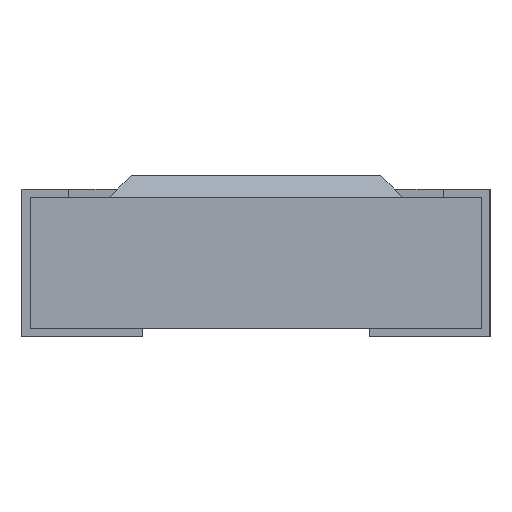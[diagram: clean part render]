
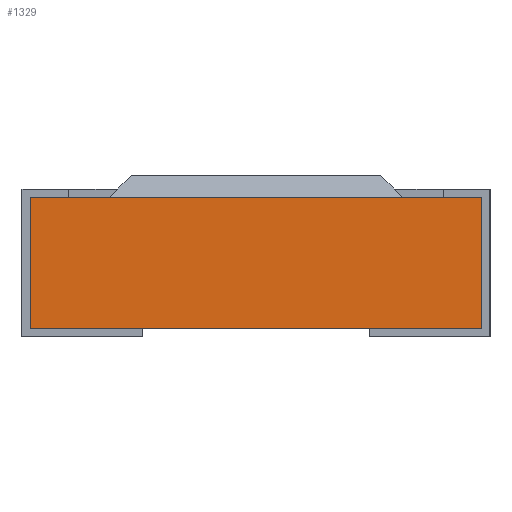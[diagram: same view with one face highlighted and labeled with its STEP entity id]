
A CAD part, left-side view. The second image highlights one B-rep face of the part: STEP entity #1329.
In plain terms, the highlighted planar face has unit normal (-1, 0, 0).
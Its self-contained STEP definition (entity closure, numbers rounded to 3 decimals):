
#1329=ADVANCED_FACE('',(#3557),#3559,.T.);
#3557=FACE_BOUND('',#3558,.T.);
#3558=EDGE_LOOP('',(#5303,#5304,#5305,#5306));
#3559=PLANE('',#3560);
#3560=AXIS2_PLACEMENT_3D('',#3561,#3562,#3563);
#3561=CARTESIAN_POINT('',(-0.2,0.005,0.03));
#3562=DIRECTION('',(-1.,0.,0.));
#3563=DIRECTION('',(0.,0.,1.));
#5303=ORIENTED_EDGE('',*,*,#6400,.T.);
#5304=ORIENTED_EDGE('',*,*,#6309,.T.);
#5305=ORIENTED_EDGE('',*,*,#6401,.F.);
#5306=ORIENTED_EDGE('',*,*,#6153,.F.);
#6153=EDGE_CURVE('',#6974,#6976,#6977,.T.);
#6309=EDGE_CURVE('',#7288,#7286,#7289,.T.);
#6400=EDGE_CURVE('',#6974,#7288,#7388,.T.);
#6401=EDGE_CURVE('',#6976,#7286,#7389,.T.);
#6974=VERTEX_POINT('',#8519);
#6976=VERTEX_POINT('',#8523);
#6977=LINE('',#8524,#8525);
#7286=VERTEX_POINT('',#9193);
#7288=VERTEX_POINT('',#9197);
#7289=LINE('',#9198,#9199);
#7388=LINE('',#9482,#9483);
#7389=LINE('',#9485,#9486);
#8519=CARTESIAN_POINT('',(-0.2,0.005,0.03));
#8523=CARTESIAN_POINT('',(-0.2,1.695,0.03));
#8524=CARTESIAN_POINT('',(-0.2,0.005,0.03));
#8525=VECTOR('',#8526,1.);
#8526=DIRECTION('',(0.,1.,0.));
#9193=CARTESIAN_POINT('',(-0.2,1.695,0.52));
#9197=CARTESIAN_POINT('',(-0.2,0.005,0.52));
#9198=CARTESIAN_POINT('',(-0.2,0.005,0.52));
#9199=VECTOR('',#9200,1.);
#9200=DIRECTION('',(0.,1.,0.));
#9482=CARTESIAN_POINT('',(-0.2,0.005,0.03));
#9483=VECTOR('',#9484,1.);
#9484=DIRECTION('',(0.,0.,1.));
#9485=CARTESIAN_POINT('',(-0.2,1.695,0.03));
#9486=VECTOR('',#9487,1.);
#9487=DIRECTION('',(0.,0.,1.));
